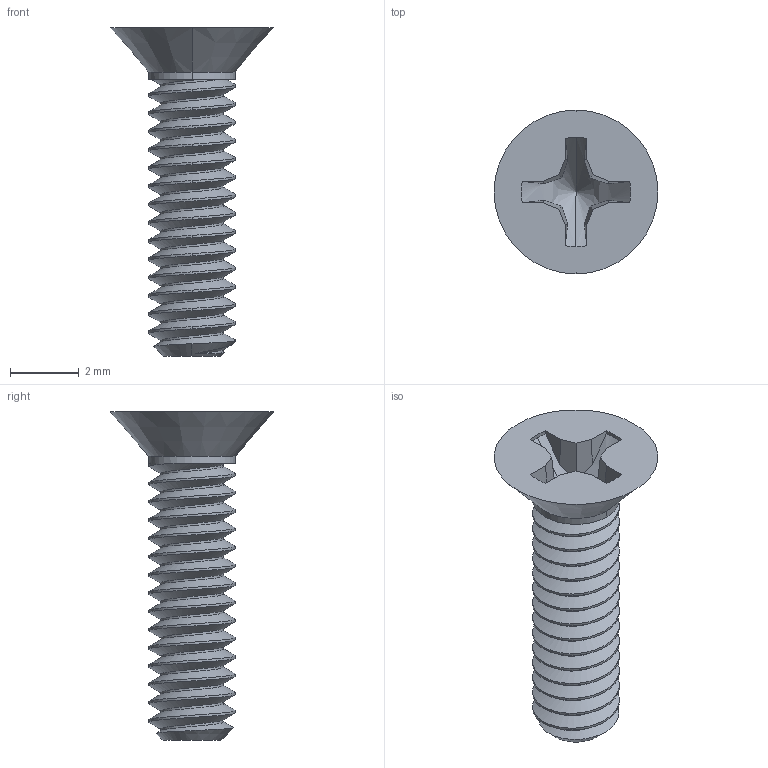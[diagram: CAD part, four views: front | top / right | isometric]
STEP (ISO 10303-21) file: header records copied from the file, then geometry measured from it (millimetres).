
FILE_DESCRIPTION (( 'STEP AP203' ), '1' );
FILE_NAME ('91771A094_Passivated 18-8 Stainless Steel Phillips Flat Head Screw.STEP', '2023-06-22T14:41:59', ( 'Administrator' ), ( 'Managed by Terraform' ), 'SwSTEP 2.0', 'SolidWorks 2017', '' );
FILE_SCHEMA (( 'CONFIG_CONTROL_DESIGN' ));
Length unit declared in the file: inch
Products named in the file (1): 91771A094_Passivated 18-8 Stainless Steel Phillips Flat Head Screw
Bounding box: 4.75 x 4.75 x 9.53 mm (x, y, z)
Volume: 41.1 mm3; surface area: 145.5 mm2
Topology: 1 solids, 1 shells, 66 faces, 189 edges, 124 vertices
Faces by surface type: cylinder 38, plane 19, cone 6, bspline 3
Entity records: 4118 total; most frequent: CARTESIAN_POINT 2567, ORIENTED_EDGE 374, DIRECTION 246, EDGE_CURVE 187, VERTEX_POINT 124, AXIS2_PLACEMENT_3D 89, VECTOR 68, LINE 68
